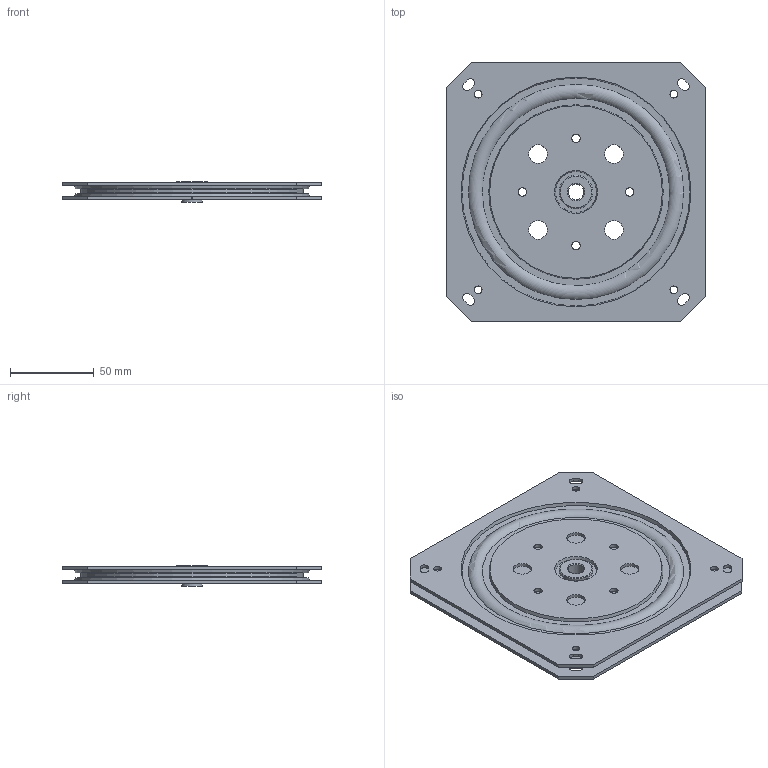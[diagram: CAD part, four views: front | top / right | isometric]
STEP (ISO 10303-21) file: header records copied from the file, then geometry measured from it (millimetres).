
FILE_DESCRIPTION(('STEP AP203'),'1');
FILE_NAME('102200ass_3d.stp','2021-05-25T09:14:44',(' '),(' '),'Spatial InterOp 3D',' ',' ');
FILE_SCHEMA(('CONFIG_CONTROL_DESIGN'));
Length unit declared in the file: metre
Products named in the file (21): 1; 2; 3; 4; 5; 6; 7; 8; 9; 10; 11; 12; 13; 14; 15; 16; 17; 18; 19; 20; 21
Bounding box: 155 x 155 x 12 mm (x, y, z)
Volume: 109987.5 mm3; surface area: 117591.8 mm2
Topology: 21 solids, 21 shells, 196 faces, 490 edges, 320 vertices
Faces by surface type: cylinder 68, plane 60, cone 48, sphere 16, torus 4
Full cylindrical faces by diameter (mm): 4.6 x8, 5 x8, 6.6 x16, 9.5 x1, 11 x8, 12.1 x1, 12.5 x1, 14 x1, 14.3 x2, 20 x1, 22.3 x1, 105.5 x1, 133 x1
Entity records: 6364 total; most frequent: CARTESIAN_POINT 1225, DIRECTION 932, ORIENTED_EDGE 644, AXIS2_PLACEMENT_3D 413, EDGE_LOOP 404, EDGE_CURVE 322, VERTEX_POINT 270, FACE_OUTER_BOUND 234
